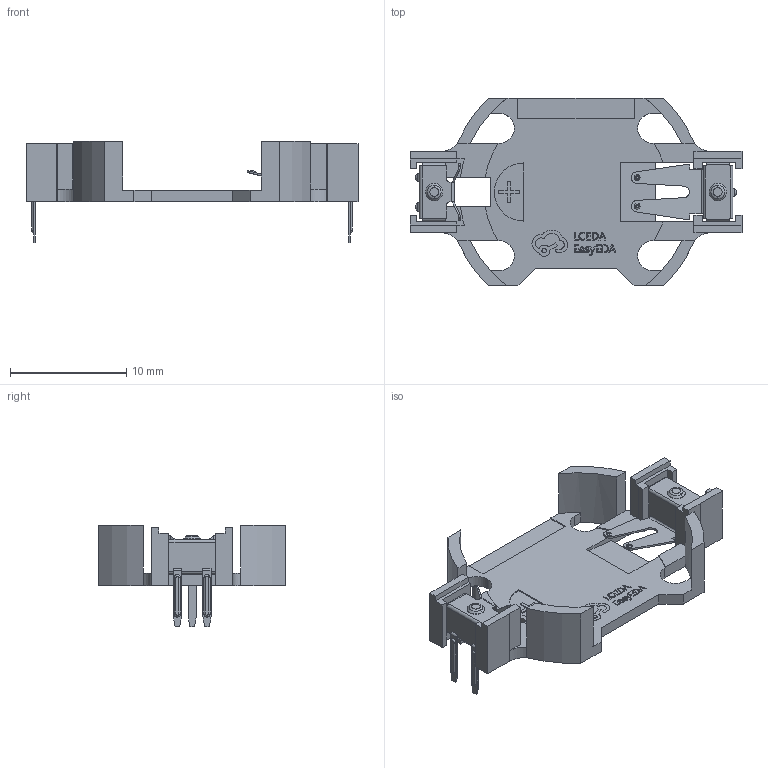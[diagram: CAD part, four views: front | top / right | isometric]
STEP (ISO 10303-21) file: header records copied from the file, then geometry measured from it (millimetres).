
FILE_DESCRIPTION (( 'STEP AP214' ), '1' );
FILE_NAME ('BAT-TH_HU2032-LF.STEP', '2024-03-17T03:11:23', ( '' ), ( '' ), 'SwSTEP 2.0', 'SolidWorks 2020', '' );
FILE_SCHEMA (( 'AUTOMOTIVE_DESIGN' ));
Length unit declared in the file: millimetre
Products named in the file (1): BAT-TH_HU2032-LF
Bounding box: 28.5 x 16.1 x 8.7 mm (x, y, z)
Volume: 436.2 mm3; surface area: 1424.6 mm2
Topology: 21 solids, 21 shells, 560 faces, 1499 edges, 984 vertices
Faces by surface type: plane 345, cylinder 99, bspline 98, torus 14, cone 4
Entity records: 24479 total; most frequent: CARTESIAN_POINT 4686, ORIENTED_EDGE 2998, DIRECTION 2373, EDGE_CURVE 1499, LINE 1051, VECTOR 1051, VERTEX_POINT 984, AXIS2_PLACEMENT_3D 661
